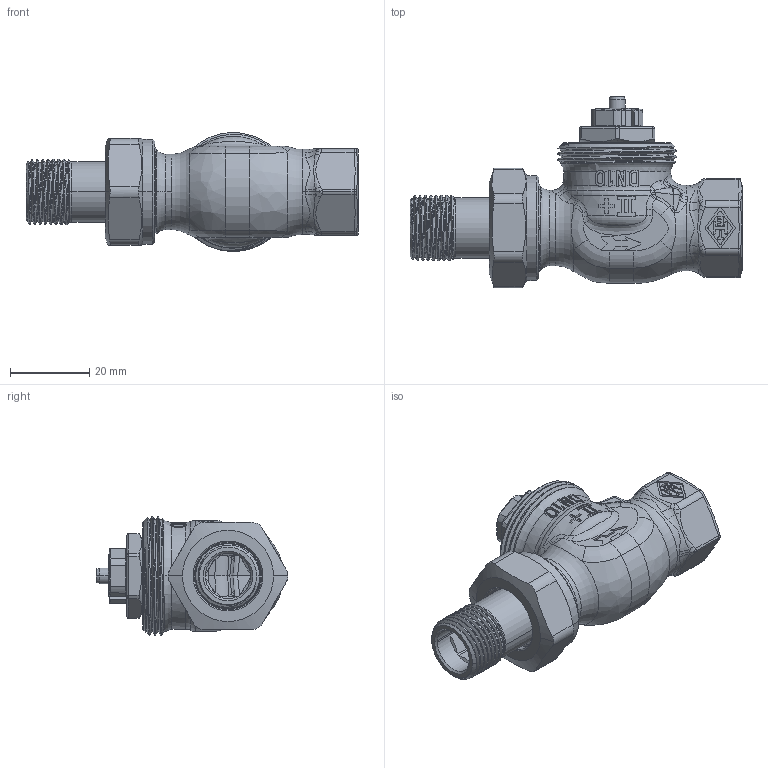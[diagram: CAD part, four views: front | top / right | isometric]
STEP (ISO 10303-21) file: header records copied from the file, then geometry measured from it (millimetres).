
FILE_DESCRIPTION((''),'2;1');
FILE_NAME('9104-01-000-GEW-O-B_SW0001','2015-08-03T',('marann'),(''),'PRO/ENGINEER BY PARAMETRIC TECHNOLOGY CORPORATION, 2011490','PRO/ENGINEER BY PARAMETRIC TECHNOLOGY CORPORATION, 2011490','');
FILE_SCHEMA(('CONFIG_CONTROL_DESIGN'));
Products named in the file (1): 9104-01-000-GEW-O-B_SW0001
Bounding box: 83.8 x 48.42 x 29.96 mm (x, y, z)
Volume: 24021.8 mm3; surface area: 20006.9 mm2
Topology: 2 solids, 2 shells, 1417 faces, 3661 edges, 2294 vertices
Faces by surface type: plane 625, cylinder 295, bspline 264, cone 126, torus 83, sphere 24
Entity records: 65769 total; most frequent: CARTESIAN_POINT 34648, ORIENTED_EDGE 7312, DIRECTION 5300, EDGE_CURVE 3656, VERTEX_POINT 2294, AXIS2_PLACEMENT_3D 2003, B_SPLINE_CURVE_WITH_KNOTS 1512, EDGE_LOOP 1474
